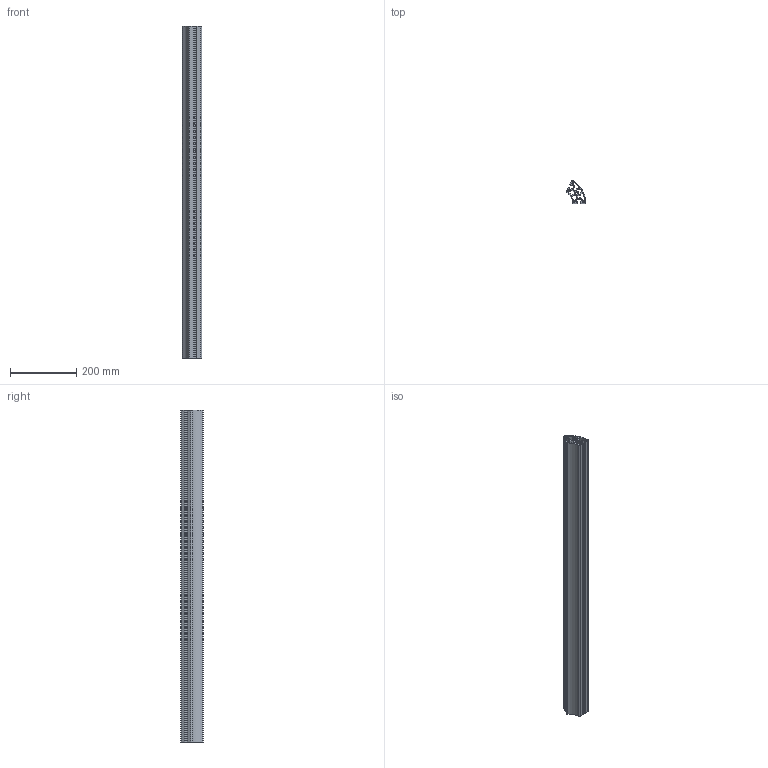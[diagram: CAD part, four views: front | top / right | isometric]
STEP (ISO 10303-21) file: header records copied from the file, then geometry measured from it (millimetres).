
FILE_DESCRIPTION(/* description */ (''),/* implementation_level */ '2;1');
FILE_NAME(/* name */ '10074_KriTec_Profil_8_R40_80-60°.stp',/* time_stamp */ '2014-08-27T15:14:11+02:00',/* author */ ('kostic'),/* organization */ (''),/* preprocessor_version */ 'ST-DEVELOPER v15.2',/* originating_system */ 'Autodesk Inventor 2014',/* authorisation */ '');
FILE_SCHEMA (('AUTOMOTIVE_DESIGN { 1 0 10303 214 3 1 1 }'));
Length unit declared in the file: millimetre
Products named in the file (1): 10074_KriTec_Profil_8_R40_80-60°
Bounding box: 58.51 x 67.72 x 1000 mm (x, y, z)
Volume: 1056663.2 mm3; surface area: 635665.9 mm2
Topology: 1 solids, 1 shells, 117 faces, 345 edges, 230 vertices
Faces by surface type: cylinder 75, plane 42
Full cylindrical faces by diameter (mm): 6.8 x1
Entity records: 4009 total; most frequent: DIRECTION 730, CARTESIAN_POINT 692, ORIENTED_EDGE 688, EDGE_CURVE 344, AXIS2_PLACEMENT_3D 268, VERTEX_POINT 230, LINE 194, VECTOR 194
